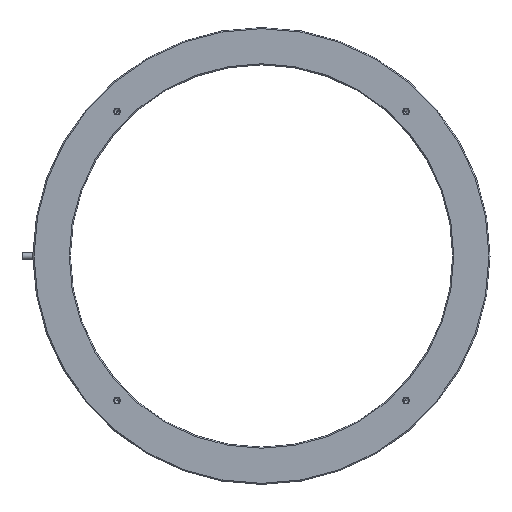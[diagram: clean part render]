
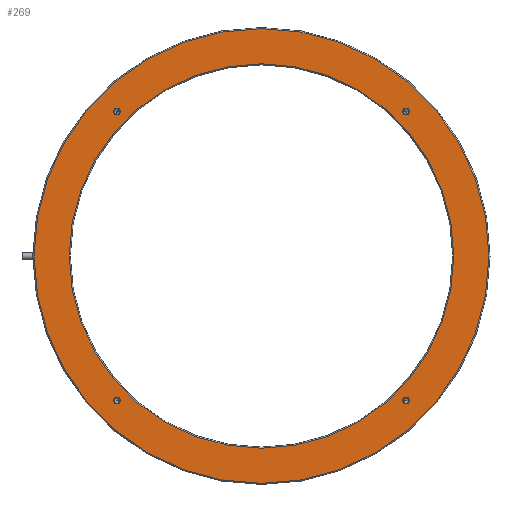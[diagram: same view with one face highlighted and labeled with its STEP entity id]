
A CAD part, left-side view. The second image highlights one B-rep face of the part: STEP entity #269.
In plain terms, the highlighted planar face has unit normal (-1, 0, 0).
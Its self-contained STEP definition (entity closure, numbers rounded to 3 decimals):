
#23 = CIRCLE ( 'NONE', #80, 1.5 ) ;
#36 = AXIS2_PLACEMENT_3D ( 'NONE', #924, #857, #807 ) ;
#38 = AXIS2_PLACEMENT_3D ( 'NONE', #888, #603, #605 ) ;
#42 = CIRCLE ( 'NONE', #87, 1.5 ) ;
#64 = CIRCLE ( 'NONE', #65, 1.5 ) ;
#65 = AXIS2_PLACEMENT_3D ( 'NONE', #853, #869, #854 ) ;
#77 = AXIS2_PLACEMENT_3D ( 'NONE', #535, #354, #376 ) ;
#80 = AXIS2_PLACEMENT_3D ( 'NONE', #839, #828, #774 ) ;
#87 = AXIS2_PLACEMENT_3D ( 'NONE', #706, #704, #700 ) ;
#96 = CIRCLE ( 'NONE', #156, 103.5 ) ;
#105 = CIRCLE ( 'NONE', #36, 87.5 ) ;
#121 = CIRCLE ( 'NONE', #77, 1.5 ) ;
#156 = AXIS2_PLACEMENT_3D ( 'NONE', #881, #879, #876 ) ;
#184 = EDGE_CURVE ( 'NONE', #1038, #1038, #121, .T. ) ;
#197 = EDGE_CURVE ( 'NONE', #1020, #1020, #23, .T. ) ;
#200 = EDGE_CURVE ( 'NONE', #1012, #1012, #105, .T. ) ;
#222 = EDGE_CURVE ( 'NONE', #990, #990, #96, .T. ) ;
#243 = EDGE_CURVE ( 'NONE', #961, #961, #42, .T. ) ;
#262 = EDGE_CURVE ( 'NONE', #1061, #1061, #64, .T. ) ;
#269 = ADVANCED_FACE ( 'NONE', ( #883, #973, #886, #889, #898, #880 ), #621, .T. ) ;
#273 = EDGE_LOOP ( 'NONE', ( #400 ) ) ;
#278 = EDGE_LOOP ( 'NONE', ( #443 ) ) ;
#289 = ORIENTED_EDGE ( 'NONE', *, *, #200, .T. ) ;
#334 = EDGE_LOOP ( 'NONE', ( #507 ) ) ;
#354 = DIRECTION ( 'NONE',  ( 1., 0., 0. ) ) ;
#372 = ORIENTED_EDGE ( 'NONE', *, *, #184, .T. ) ;
#376 = DIRECTION ( 'NONE',  ( 0., 0., 1. ) ) ;
#391 = EDGE_LOOP ( 'NONE', ( #372 ) ) ;
#400 = ORIENTED_EDGE ( 'NONE', *, *, #262, .T. ) ;
#443 = ORIENTED_EDGE ( 'NONE', *, *, #243, .T. ) ;
#446 = ORIENTED_EDGE ( 'NONE', *, *, #197, .T. ) ;
#479 = EDGE_LOOP ( 'NONE', ( #289 ) ) ;
#507 = ORIENTED_EDGE ( 'NONE', *, *, #222, .T. ) ;
#528 = EDGE_LOOP ( 'NONE', ( #446 ) ) ;
#535 = CARTESIAN_POINT ( 'NONE',  ( 0., 65.761, -65.761 ) ) ;
#603 = DIRECTION ( 'NONE',  ( -1., 0., 0. ) ) ;
#605 = DIRECTION ( 'NONE',  ( 0., 0., 1. ) ) ;
#621 = PLANE ( 'NONE',  #38 ) ;
#700 = DIRECTION ( 'NONE',  ( 0., 0., 1. ) ) ;
#704 = DIRECTION ( 'NONE',  ( 1., 0., 0. ) ) ;
#706 = CARTESIAN_POINT ( 'NONE',  ( 0., -65.761, -65.761 ) ) ;
#774 = DIRECTION ( 'NONE',  ( 0., 0., 1. ) ) ;
#807 = DIRECTION ( 'NONE',  ( 0., 0., 1. ) ) ;
#828 = DIRECTION ( 'NONE',  ( 1., 0., 0. ) ) ;
#839 = CARTESIAN_POINT ( 'NONE',  ( 0., -65.761, 65.761 ) ) ;
#853 = CARTESIAN_POINT ( 'NONE',  ( 0., 65.761, 65.761 ) ) ;
#854 = DIRECTION ( 'NONE',  ( 0., 0., 1. ) ) ;
#857 = DIRECTION ( 'NONE',  ( 1., 0., 0. ) ) ;
#869 = DIRECTION ( 'NONE',  ( 1., 0., 0. ) ) ;
#876 = DIRECTION ( 'NONE',  ( 0., 0., -1. ) ) ;
#879 = DIRECTION ( 'NONE',  ( -1., 0., 0. ) ) ;
#880 = FACE_OUTER_BOUND ( 'NONE', #334, .T. ) ;
#881 = CARTESIAN_POINT ( 'NONE',  ( 0., 0., 0. ) ) ;
#883 = FACE_BOUND ( 'NONE', #528, .T. ) ;
#886 = FACE_BOUND ( 'NONE', #273, .T. ) ;
#888 = CARTESIAN_POINT ( 'NONE',  ( 0., 103.5, 0. ) ) ;
#889 = FACE_BOUND ( 'NONE', #278, .T. ) ;
#898 = FACE_BOUND ( 'NONE', #479, .T. ) ;
#924 = CARTESIAN_POINT ( 'NONE',  ( 0., 0., 0. ) ) ;
#951 = CARTESIAN_POINT ( 'NONE',  ( 0., 65.761, 67.261 ) ) ;
#955 = CARTESIAN_POINT ( 'NONE',  ( 0., -65.761, -64.261 ) ) ;
#961 = VERTEX_POINT ( 'NONE', #955 ) ;
#973 = FACE_BOUND ( 'NONE', #391, .T. ) ;
#986 = CARTESIAN_POINT ( 'NONE',  ( 0., 0., -103.5 ) ) ;
#990 = VERTEX_POINT ( 'NONE', #986 ) ;
#1008 = CARTESIAN_POINT ( 'NONE',  ( 0., 0., 87.5 ) ) ;
#1012 = VERTEX_POINT ( 'NONE', #1008 ) ;
#1014 = CARTESIAN_POINT ( 'NONE',  ( 0., -65.761, 67.261 ) ) ;
#1020 = VERTEX_POINT ( 'NONE', #1014 ) ;
#1032 = CARTESIAN_POINT ( 'NONE',  ( 0., 65.761, -64.261 ) ) ;
#1038 = VERTEX_POINT ( 'NONE', #1032 ) ;
#1061 = VERTEX_POINT ( 'NONE', #951 ) ;
